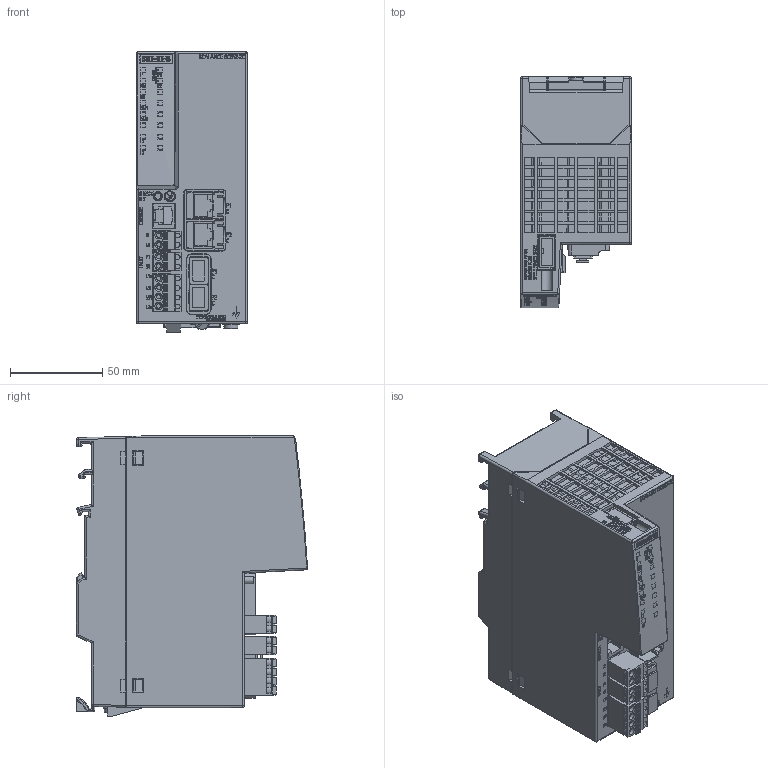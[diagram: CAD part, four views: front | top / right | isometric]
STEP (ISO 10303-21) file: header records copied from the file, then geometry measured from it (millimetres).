
FILE_DESCRIPTION(/* description */ (''),/* implementation_level */ '2;1');
FILE_NAME(/* name */ '6GK5642-2GS00-2AC2_3d.stp',/* time_stamp */ '2022-03-11T16:35:23+01:00',/* author */ (''),/* organization */ (''),/* preprocessor_version */ 'ST-DEVELOPER v18.1',/* originating_system */ 'SIEMENS PLM Software NX 1973',/* authorisation */ '');
FILE_SCHEMA (('AUTOMOTIVE_DESIGN { 1 0 10303 214 3 1 1 1 }'));
Products named in the file (8): Beschriftung; Adapter; Kappe; C-Plug; Stecker_1; Stecker_2; Body; 040_6GK5642-2GS00-2AC2_stp
Assembly tree (8 placements, depth 2):
  040_6GK5642-2GS00-2AC2_stp
    Body
    Stecker_2  x2
    Stecker_1
    C-Plug
    Kappe
    Adapter
    Beschriftung
Bounding box: 60 x 125 x 151.6 mm (x, y, z)
Volume: 770574.4 mm3; surface area: 101329.5 mm2
Topology: 8 solids, 170 shells, 2951 faces, 9045 edges, 6472 vertices
Faces by surface type: plane 2260, cylinder 624, sphere 23, bspline 18, cone 16, torus 7, extrusion 3
Full cylindrical faces by diameter (mm): 0.45 x24, 1.4 x8, 2 x2, 2.3 x8, 2.8 x8, 3 x18, 3.127 x1, 3.9 x1, 4 x12, 4.2 x1, 5 x1, 6 x2, 6.957 x1, 7 x1, 8.139 x1, 9 x1
Entity records: 123419 total; most frequent: CARTESIAN_POINT 24913, ORIENTED_EDGE 15571, DIRECTION 15019, EDGE_CURVE 8626, VECTOR 6607, LINE 6604, VERTEX_POINT 6273, AXIS2_PLACEMENT_3D 4206
